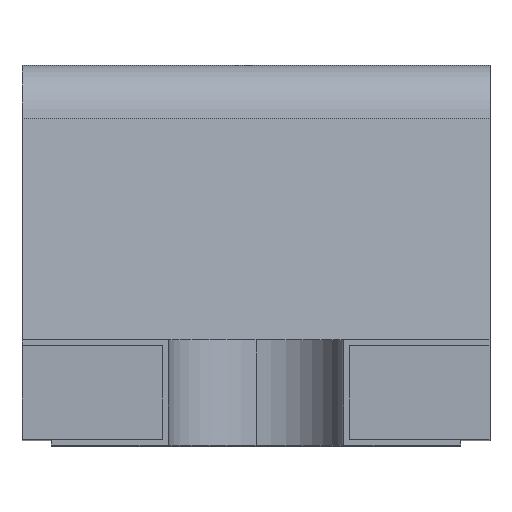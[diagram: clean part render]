
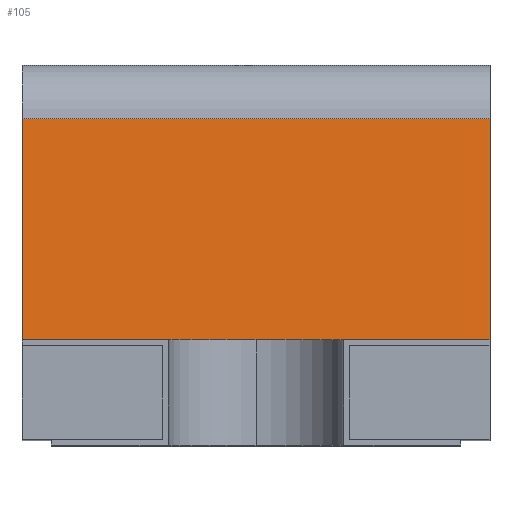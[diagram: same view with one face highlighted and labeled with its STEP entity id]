
A CAD part, top view. The second image highlights one B-rep face of the part: STEP entity #105.
In plain terms, the highlighted planar face has unit normal (0, 0.087, 0.996).
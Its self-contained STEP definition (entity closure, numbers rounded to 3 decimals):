
#23 = LINE ( 'NONE', #801, #1079 ) ;
#91 = VECTOR ( 'NONE', #687, 1000. ) ;
#105 = ADVANCED_FACE ( 'NONE', ( #589 ), #903, .F. ) ;
#165 = EDGE_CURVE ( 'NONE', #283, #1107, #1312, .T. ) ;
#197 = CARTESIAN_POINT ( 'NONE',  ( 0.4, 0.17, 0.55 ) ) ;
#234 = EDGE_CURVE ( 'NONE', #817, #296, #774, .T. ) ;
#248 = AXIS2_PLACEMENT_3D ( 'NONE', #255, #381, #1548 ) ;
#255 = CARTESIAN_POINT ( 'NONE',  ( 0.4, 0.17, 0.55 ) ) ;
#283 = VERTEX_POINT ( 'NONE', #719 ) ;
#296 = VERTEX_POINT ( 'NONE', #197 ) ;
#381 = DIRECTION ( 'NONE',  ( 0., -0.087, -0.996 ) ) ;
#396 = ORIENTED_EDGE ( 'NONE', *, *, #165, .T. ) ;
#479 = EDGE_CURVE ( 'NONE', #1107, #817, #1187, .T. ) ;
#589 = FACE_OUTER_BOUND ( 'NONE', #1128, .T. ) ;
#590 = EDGE_CURVE ( 'NONE', #283, #296, #23, .T. ) ;
#614 = VECTOR ( 'NONE', #795, 1000. ) ;
#635 = CARTESIAN_POINT ( 'NONE',  ( -0.4, 0.559, 0.516 ) ) ;
#687 = DIRECTION ( 'NONE',  ( 1., 0., 0. ) ) ;
#719 = CARTESIAN_POINT ( 'NONE',  ( 0.4, 0.559, 0.516 ) ) ;
#774 = LINE ( 'NONE', #1463, #91 ) ;
#795 = DIRECTION ( 'NONE',  ( -1., 0., 0. ) ) ;
#801 = CARTESIAN_POINT ( 'NONE',  ( 0.4, 0.17, 0.55 ) ) ;
#817 = VERTEX_POINT ( 'NONE', #1616 ) ;
#903 = PLANE ( 'NONE',  #248 ) ;
#980 = ORIENTED_EDGE ( 'NONE', *, *, #590, .F. ) ;
#1018 = DIRECTION ( 'NONE',  ( 0., -0.996, 0.087 ) ) ;
#1079 = VECTOR ( 'NONE', #1577, 1000. ) ;
#1107 = VERTEX_POINT ( 'NONE', #635 ) ;
#1128 = EDGE_LOOP ( 'NONE', ( #1631, #1371, #980, #396 ) ) ;
#1181 = CARTESIAN_POINT ( 'NONE',  ( -0.4, 0.17, 0.55 ) ) ;
#1187 = LINE ( 'NONE', #1181, #1485 ) ;
#1312 = LINE ( 'NONE', #1558, #614 ) ;
#1371 = ORIENTED_EDGE ( 'NONE', *, *, #234, .T. ) ;
#1463 = CARTESIAN_POINT ( 'NONE',  ( 0., 0.17, 0.55 ) ) ;
#1485 = VECTOR ( 'NONE', #1018, 1000. ) ;
#1548 = DIRECTION ( 'NONE',  ( 0., 0.996, -0.087 ) ) ;
#1558 = CARTESIAN_POINT ( 'NONE',  ( 0.4, 0.559, 0.516 ) ) ;
#1577 = DIRECTION ( 'NONE',  ( 0., -0.996, 0.087 ) ) ;
#1616 = CARTESIAN_POINT ( 'NONE',  ( -0.4, 0.17, 0.55 ) ) ;
#1631 = ORIENTED_EDGE ( 'NONE', *, *, #479, .T. ) ;
